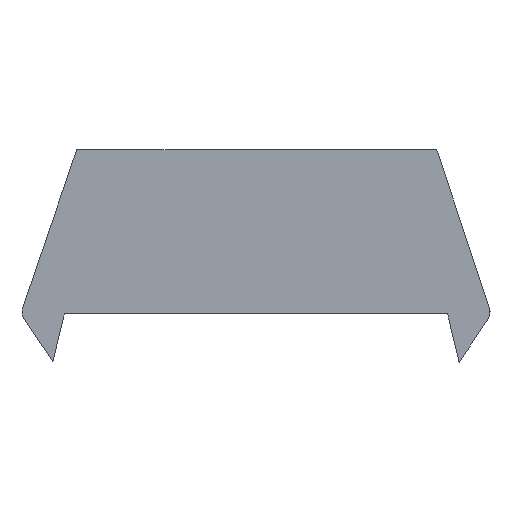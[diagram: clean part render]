
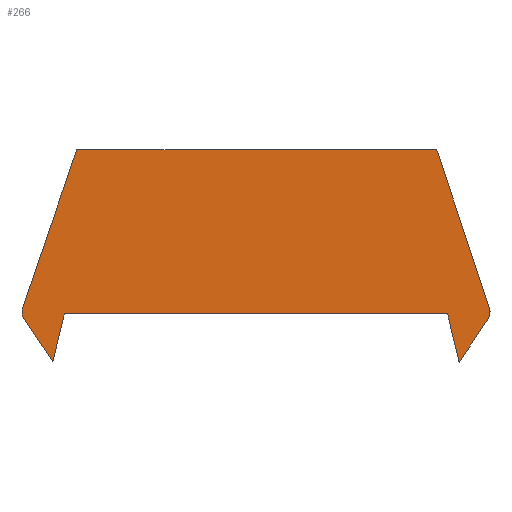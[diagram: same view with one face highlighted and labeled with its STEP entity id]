
A CAD part, front view. The second image highlights one B-rep face of the part: STEP entity #266.
In plain terms, the highlighted planar face has unit normal (0, -1, 0).
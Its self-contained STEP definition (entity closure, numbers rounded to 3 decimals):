
#25=LINE('',#410,#53);
#28=LINE('',#415,#56);
#30=LINE('',#419,#58);
#32=LINE('',#423,#60);
#34=LINE('',#427,#62);
#38=LINE('',#436,#66);
#40=LINE('',#440,#68);
#42=LINE('',#444,#70);
#53=VECTOR('',#331,10.);
#56=VECTOR('',#336,10.);
#58=VECTOR('',#340,10.);
#60=VECTOR('',#344,10.);
#62=VECTOR('',#348,10.);
#66=VECTOR('',#358,10.);
#68=VECTOR('',#362,10.);
#70=VECTOR('',#366,10.);
#86=FACE_OUTER_BOUND('',#100,.T.);
#100=EDGE_LOOP('',(#230,#231,#232,#233,#234,#235,#236,#237,#238,#239,#240));
#106=CIRCLE('',#295,2.5);
#107=CIRCLE('',#300,2.5);
#108=CIRCLE('',#301,2.5);
#122=VERTEX_POINT('',#408);
#123=VERTEX_POINT('',#409);
#124=VERTEX_POINT('',#414);
#125=VERTEX_POINT('',#418);
#126=VERTEX_POINT('',#422);
#127=VERTEX_POINT('',#426);
#128=VERTEX_POINT('',#431);
#129=VERTEX_POINT('',#435);
#130=VERTEX_POINT('',#439);
#131=VERTEX_POINT('',#443);
#132=VERTEX_POINT('',#447);
#146=EDGE_CURVE('',#122,#123,#25,.T.);
#149=EDGE_CURVE('',#124,#122,#28,.T.);
#151=EDGE_CURVE('',#124,#125,#30,.T.);
#153=EDGE_CURVE('',#125,#126,#32,.T.);
#155=EDGE_CURVE('',#127,#126,#34,.T.);
#159=EDGE_CURVE('',#128,#127,#106,.T.);
#160=EDGE_CURVE('',#128,#129,#38,.T.);
#162=EDGE_CURVE('',#130,#129,#40,.T.);
#164=EDGE_CURVE('',#131,#130,#42,.T.);
#167=EDGE_CURVE('',#132,#131,#107,.T.);
#168=EDGE_CURVE('',#123,#132,#108,.T.);
#230=ORIENTED_EDGE('',*,*,#168,.F.);
#231=ORIENTED_EDGE('',*,*,#146,.F.);
#232=ORIENTED_EDGE('',*,*,#149,.F.);
#233=ORIENTED_EDGE('',*,*,#151,.T.);
#234=ORIENTED_EDGE('',*,*,#153,.T.);
#235=ORIENTED_EDGE('',*,*,#155,.F.);
#236=ORIENTED_EDGE('',*,*,#159,.F.);
#237=ORIENTED_EDGE('',*,*,#160,.T.);
#238=ORIENTED_EDGE('',*,*,#162,.F.);
#239=ORIENTED_EDGE('',*,*,#164,.F.);
#240=ORIENTED_EDGE('',*,*,#167,.F.);
#252=PLANE('',#302);
#266=ADVANCED_FACE('',(#86),#252,.F.);
#295=AXIS2_PLACEMENT_3D('',#433,#354,#355);
#300=AXIS2_PLACEMENT_3D('',#449,#371,#372);
#301=AXIS2_PLACEMENT_3D('',#450,#373,#374);
#302=AXIS2_PLACEMENT_3D('',#451,#375,#376);
#331=DIRECTION('',(-0.559,0.,0.829));
#336=DIRECTION('',(-0.233,0.,-0.972));
#340=DIRECTION('',(1.,0.,0.));
#344=DIRECTION('',(0.233,0.,-0.972));
#348=DIRECTION('',(-0.555,0.,-0.832));
#354=DIRECTION('center_axis',(0.,1.,0.));
#355=DIRECTION('ref_axis',(1.,0.,0.));
#358=DIRECTION('',(-0.316,0.,0.949));
#362=DIRECTION('',(1.,0.,0.));
#366=DIRECTION('',(0.324,0.,0.946));
#371=DIRECTION('center_axis',(0.,1.,0.));
#372=DIRECTION('ref_axis',(1.,0.,0.));
#373=DIRECTION('center_axis',(0.,1.,0.));
#374=DIRECTION('ref_axis',(1.,0.,0.));
#375=DIRECTION('center_axis',(0.,1.,0.));
#376=DIRECTION('ref_axis',(1.,0.,0.));
#408=CARTESIAN_POINT('',(-70.1,0.,-8.749));
#409=CARTESIAN_POINT('',(-75.305,0.,-1.031));
#410=CARTESIAN_POINT('',(-70.1,0.,-8.749));
#414=CARTESIAN_POINT('',(-68.,0.,0.));
#415=CARTESIAN_POINT('',(-68.,0.,0.));
#418=CARTESIAN_POINT('',(2.,0.,0.));
#419=CARTESIAN_POINT('',(-33.,0.,0.));
#422=CARTESIAN_POINT('',(4.118,0.,-8.823));
#423=CARTESIAN_POINT('',(2.,0.,0.));
#426=CARTESIAN_POINT('',(9.322,0.,-1.017));
#427=CARTESIAN_POINT('',(9.322,0.,-1.017));
#431=CARTESIAN_POINT('',(9.613,0.,1.16));
#433=CARTESIAN_POINT('Origin',(7.242,0.,0.369));
#435=CARTESIAN_POINT('',(0.,0.,30.));
#436=CARTESIAN_POINT('',(9.613,0.,1.16));
#439=CARTESIAN_POINT('',(-65.726,0.,30.));
#440=CARTESIAN_POINT('',(-65.726,0.,30.));
#443=CARTESIAN_POINT('',(-75.597,0.,1.177));
#444=CARTESIAN_POINT('',(-75.597,0.,1.177));
#447=CARTESIAN_POINT('',(-75.732,0.,0.367));
#449=CARTESIAN_POINT('Origin',(-73.232,0.,0.367));
#450=CARTESIAN_POINT('Origin',(-73.232,0.,0.367));
#451=CARTESIAN_POINT('Origin',(-73.232,0.,0.367));
